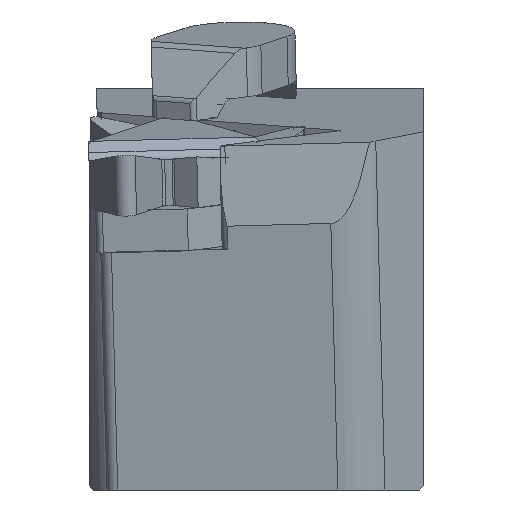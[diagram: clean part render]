
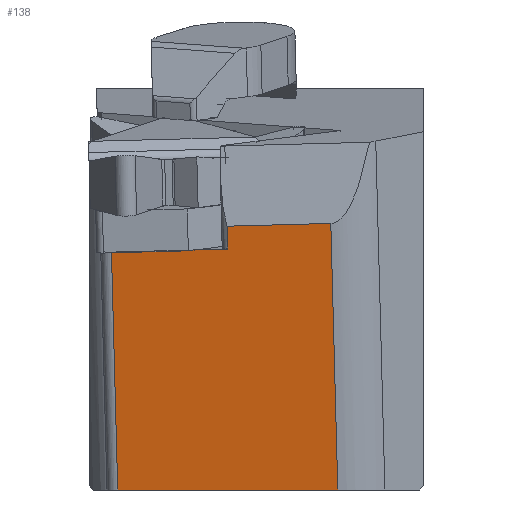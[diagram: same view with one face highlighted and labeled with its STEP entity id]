
A CAD part, left-side view. The second image highlights one B-rep face of the part: STEP entity #138.
In plain terms, the highlighted planar face has unit normal (-0.985, -0.004, -0.174).
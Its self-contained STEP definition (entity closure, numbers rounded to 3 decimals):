
#138=ADVANCED_FACE('',(#316),#239,.F.);
#239=PLANE('',#2000);
#316=FACE_OUTER_BOUND('',#422,.T.);
#422=EDGE_LOOP('',(#648,#649,#650,#651,#652,#653,#654));
#648=ORIENTED_EDGE('',*,*,#1351,.F.);
#649=ORIENTED_EDGE('',*,*,#1352,.T.);
#650=ORIENTED_EDGE('',*,*,#1280,.T.);
#651=ORIENTED_EDGE('',*,*,#1353,.F.);
#652=ORIENTED_EDGE('',*,*,#1354,.F.);
#653=ORIENTED_EDGE('',*,*,#1355,.T.);
#654=ORIENTED_EDGE('',*,*,#1356,.T.);
#1103=VERTEX_POINT('',#2697);
#1104=VERTEX_POINT('',#2699);
#1157=VERTEX_POINT('',#2858);
#1158=VERTEX_POINT('',#2859);
#1159=VERTEX_POINT('',#2862);
#1160=VERTEX_POINT('',#2864);
#1161=VERTEX_POINT('',#2866);
#1280=EDGE_CURVE('',#1104,#1103,#1556,.T.);
#1351=EDGE_CURVE('',#1157,#1158,#1607,.T.);
#1352=EDGE_CURVE('',#1157,#1104,#1608,.T.);
#1353=EDGE_CURVE('',#1159,#1103,#1609,.T.);
#1354=EDGE_CURVE('',#1160,#1159,#1610,.T.);
#1355=EDGE_CURVE('',#1160,#1161,#1611,.T.);
#1356=EDGE_CURVE('',#1161,#1158,#1612,.T.);
#1556=LINE('',#2698,#1760);
#1607=LINE('',#2857,#1811);
#1608=LINE('',#2860,#1812);
#1609=LINE('',#2861,#1813);
#1610=LINE('',#2863,#1814);
#1611=LINE('',#2865,#1815);
#1612=LINE('',#2867,#1816);
#1760=VECTOR('',#2143,1.);
#1811=VECTOR('',#2264,1.);
#1812=VECTOR('',#2265,1.);
#1813=VECTOR('',#2266,1.);
#1814=VECTOR('',#2267,1.);
#1815=VECTOR('',#2268,1.);
#1816=VECTOR('',#2269,1.);
#2000=AXIS2_PLACEMENT_3D('',#2868,#2270,#2271);
#2143=DIRECTION('',(0.,1.,-0.026));
#2264=DIRECTION('',(-0.174,0.026,0.984));
#2265=DIRECTION('',(0.,1.,-0.026));
#2266=DIRECTION('',(-0.174,0.026,0.984));
#2267=DIRECTION('',(-0.005,1.,0.));
#2268=DIRECTION('',(-0.174,0.026,0.984));
#2269=DIRECTION('',(0.,1.,-0.026));
#2270=DIRECTION('',(0.985,0.005,0.174));
#2271=DIRECTION('',(0.174,0.,-0.985));
#2697=CARTESIAN_POINT('',(4.009,23.321,-7.222));
#2698=CARTESIAN_POINT('',(4.009,23.321,-7.222));
#2699=CARTESIAN_POINT('',(4.009,17.058,-7.058));
#2857=CARTESIAN_POINT('',(-2.937,15.665,32.384));
#2858=CARTESIAN_POINT('',(4.009,14.634,-6.995));
#2859=CARTESIAN_POINT('',(3.706,14.679,-5.282));
#2860=CARTESIAN_POINT('',(4.009,23.321,-7.222));
#2861=CARTESIAN_POINT('',(9.576,22.494,-38.784));
#2862=CARTESIAN_POINT('',(7.144,22.855,-25.));
#2863=CARTESIAN_POINT('',(7.146,22.483,-25.));
#2864=CARTESIAN_POINT('',(7.22,6.407,-25.));
#2865=CARTESIAN_POINT('',(9.576,6.058,-38.354));
#2866=CARTESIAN_POINT('',(3.706,6.929,-5.079));
#2867=CARTESIAN_POINT('',(3.706,6.929,-5.079));
#2868=CARTESIAN_POINT('',(9.576,22.494,-38.784));
